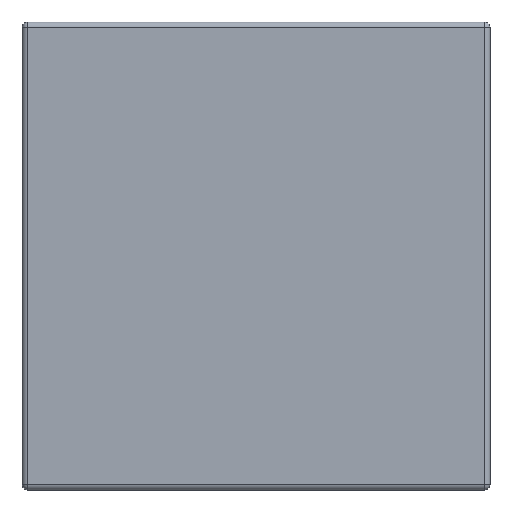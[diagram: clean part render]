
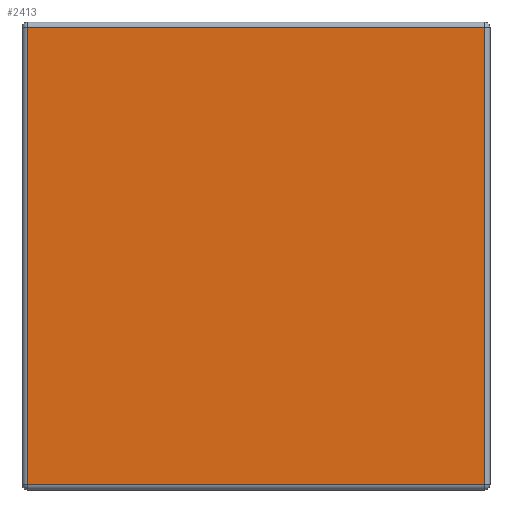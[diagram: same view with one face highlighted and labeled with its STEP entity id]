
A CAD part, front view. The second image highlights one B-rep face of the part: STEP entity #2413.
In plain terms, the highlighted planar face has unit normal (0, -1, 0).
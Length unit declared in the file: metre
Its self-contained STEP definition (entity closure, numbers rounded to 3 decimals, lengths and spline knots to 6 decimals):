
#526=ORIENTED_EDGE('',*,*,#1038,.T.);
#527=ORIENTED_EDGE('',*,*,#1039,.T.);
#528=ORIENTED_EDGE('',*,*,#1040,.T.);
#529=ORIENTED_EDGE('',*,*,#1041,.T.);
#1038=EDGE_CURVE('',#1322,#1323,#1559,.F.);
#1039=EDGE_CURVE('',#1323,#1324,#1560,.F.);
#1040=EDGE_CURVE('',#1324,#1325,#1561,.F.);
#1041=EDGE_CURVE('',#1325,#1322,#1562,.F.);
#1322=VERTEX_POINT('',#4318);
#1323=VERTEX_POINT('',#4319);
#1324=VERTEX_POINT('',#4321);
#1325=VERTEX_POINT('',#4323);
#1559=LINE('',#4317,#1814);
#1560=LINE('',#4320,#1815);
#1561=LINE('',#4322,#1816);
#1562=LINE('',#4324,#1817);
#1814=VECTOR('',#3581,1.);
#1815=VECTOR('',#3582,1.);
#1816=VECTOR('',#3583,1.);
#1817=VECTOR('',#3584,1.);
#1977=EDGE_LOOP('',(#526,#527,#528,#529));
#2118=FACE_BOUND('',#1977,.T.);
#2234=PLANE('',#3082);
#2413=ADVANCED_FACE('',(#2118),#2234,.T.);
#3082=AXIS2_PLACEMENT_3D('',#4316,#3579,#3580);
#3579=DIRECTION('',(0.,-1.,0.));
#3580=DIRECTION('',(0.,0.,-1.));
#3581=DIRECTION('',(0.,0.,-1.));
#3582=DIRECTION('',(1.,0.,0.));
#3583=DIRECTION('',(0.,0.,1.));
#3584=DIRECTION('',(-1.,0.,0.));
#4316=CARTESIAN_POINT('',(0.,-0.009,0.));
#4317=CARTESIAN_POINT('',(0.0395,-0.009,0.));
#4318=CARTESIAN_POINT('',(0.0395,-0.009,-0.0395));
#4319=CARTESIAN_POINT('',(0.0395,-0.009,-0.0005));
#4320=CARTESIAN_POINT('',(0.,-0.009,-0.0005));
#4321=CARTESIAN_POINT('',(0.0005,-0.009,-0.0005));
#4322=CARTESIAN_POINT('',(0.0005,-0.009,0.));
#4323=CARTESIAN_POINT('',(0.0005,-0.009,-0.0395));
#4324=CARTESIAN_POINT('',(0.,-0.009,-0.0395));
